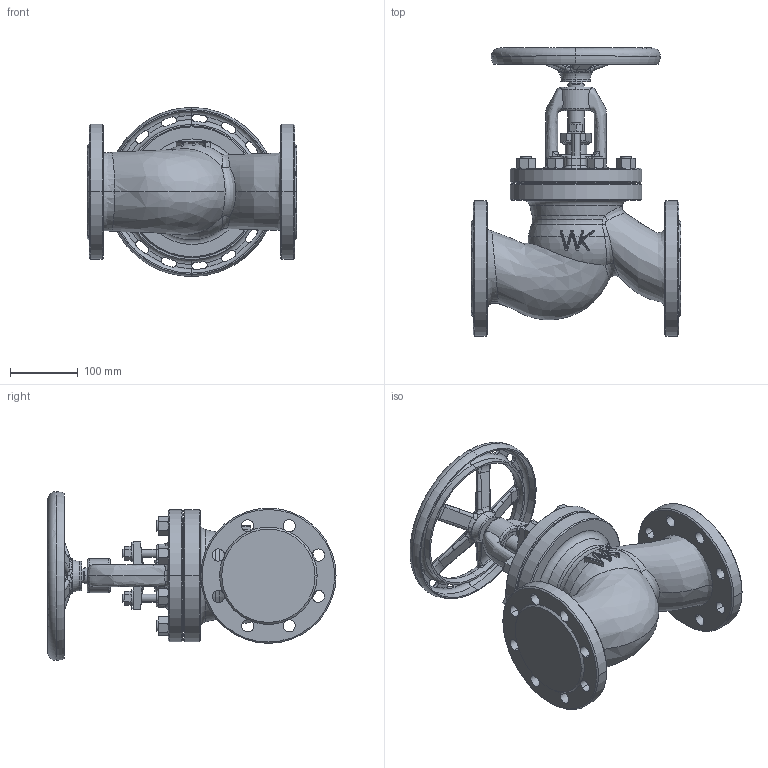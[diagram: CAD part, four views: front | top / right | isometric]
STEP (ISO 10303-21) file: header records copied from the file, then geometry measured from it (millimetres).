
FILE_DESCRIPTION (( 'STEP AP214' ), '1' );
FILE_NAME ('218 DN80.STEP', '2015-06-25T06:48:56', ( '' ), ( '' ), 'SwSTEP 2.0', 'SolidWorks 2015', '' );
FILE_SCHEMA (( 'AUTOMOTIVE_DESIGN' ));
Length unit declared in the file: millimetre
Products named in the file (1): 218 DN80
Bounding box: 310 x 426 x 250 mm (x, y, z)
Volume: 6829565.2 mm3; surface area: 521750.5 mm2
Topology: 1 solids, 1 shells, 876 faces, 2355 edges, 1439 vertices
Faces by surface type: cylinder 293, plane 232, bspline 173, cone 99, torus 59, sphere 20
Entity records: 50947 total; most frequent: CARTESIAN_POINT 24364, ORIENTED_EDGE 4660, DIRECTION 3917, EDGE_CURVE 2330, AXIS2_PLACEMENT_3D 1652, VERTEX_POINT 1439, EDGE_LOOP 955, CIRCLE 948
